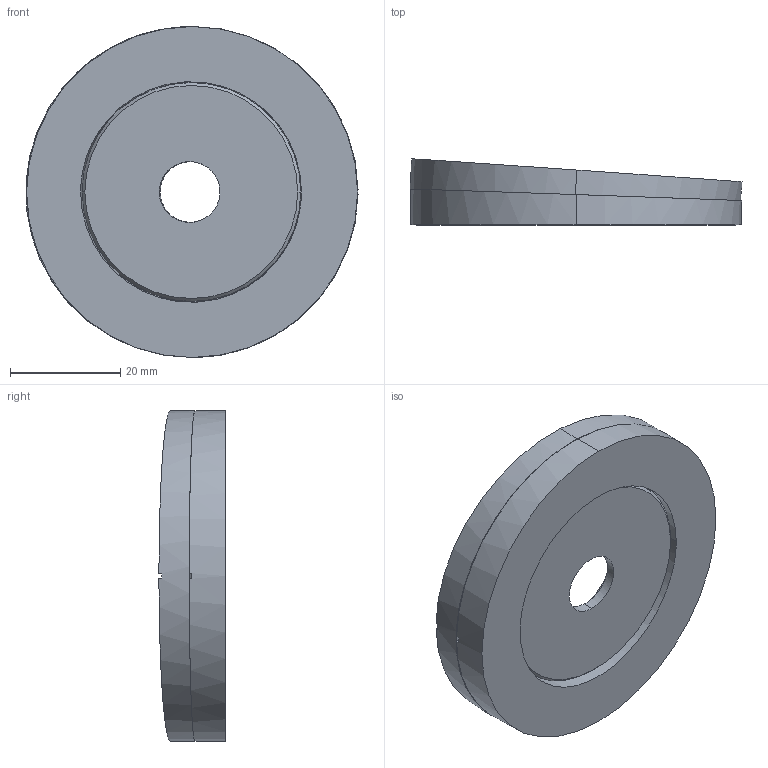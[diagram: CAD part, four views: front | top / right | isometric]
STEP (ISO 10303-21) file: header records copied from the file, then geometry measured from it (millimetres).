
FILE_DESCRIPTION (( 'STEP AP214' ), '1' );
FILE_NAME ('Q10_ANGLE-0-3-60.STEP', '2024-06-03T06:00:41', ( '' ), ( '' ), 'SwSTEP 2.0', 'SolidWorks 2019', '' );
FILE_SCHEMA (( 'AUTOMOTIVE_DESIGN' ));
Length unit declared in the file: millimetre
Products named in the file (3): Q10_ANGLE-0-3-60.P1; Q10_ANGLE-0-3-60.P2; Q10_ANGLE-0-3-60
Assembly tree (2 placements, depth 2):
  Q10_ANGLE-0-3-60
    Q10_ANGLE-0-3-60.P1
    Q10_ANGLE-0-3-60.P2
Bounding box: 60.18 x 11.99 x 60 mm (x, y, z)
Volume: 22126.5 mm3; surface area: 12290.2 mm2
Topology: 2 solids, 2 shells, 34 faces, 88 edges, 58 vertices
Faces by surface type: plane 20, cylinder 12, cone 2
Entity records: 1164 total; most frequent: CARTESIAN_POINT 221, DIRECTION 184, ORIENTED_EDGE 176, EDGE_CURVE 88, AXIS2_PLACEMENT_3D 69, VERTEX_POINT 58, VECTOR 46, LINE 46
